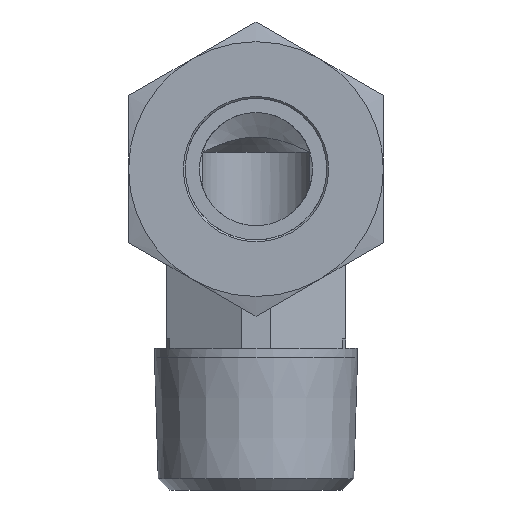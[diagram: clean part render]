
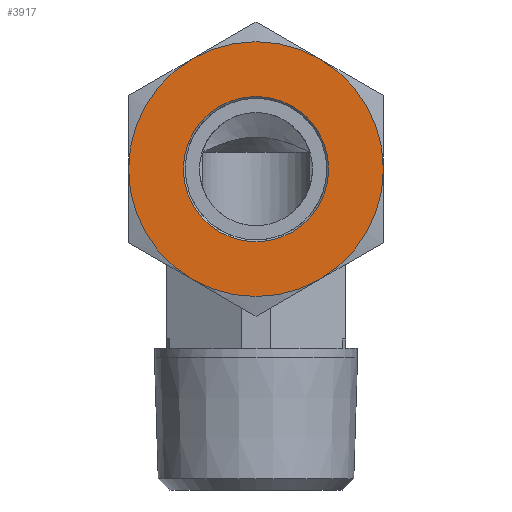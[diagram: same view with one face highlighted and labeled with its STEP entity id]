
A CAD part, front view. The second image highlights one B-rep face of the part: STEP entity #3917.
In plain terms, the highlighted face is planar.
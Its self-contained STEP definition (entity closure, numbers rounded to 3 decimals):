
#3821=CARTESIAN_POINT('',(7.7,0.,17.0));
#3822=VERTEX_POINT('',#3821);
#3823=CARTESIAN_POINT('',(0.0,0.0,17.0));
#3824=DIRECTION('',(0.0,0.0,1.0));
#3825=DIRECTION('',(-1.0,0.0,0.0));
#3826=AXIS2_PLACEMENT_3D('',#3823,#3824,#3825);
#3827=CIRCLE('',#3826,7.7);
#3828=EDGE_CURVE('',#3822,#3822,#3827,.T.);
#3853=CARTESIAN_POINT('',(0.,0.0,17.0));
#3854=DIRECTION('',(0.0,0.0,1.0));
#3855=DIRECTION('',(1.0,0.0,0.0));
#3856=AXIS2_PLACEMENT_3D('',#3853,#3854,#3855);
#3857=PLANE('',#3856);
#3858=CARTESIAN_POINT('',(-6.75,-11.691,17.0));
#3859=VERTEX_POINT('',#3858);
#3860=CARTESIAN_POINT('',(6.75,-11.691,17.0));
#3861=VERTEX_POINT('',#3860);
#3862=CARTESIAN_POINT('',(0.0,0.0,17.0));
#3863=DIRECTION('',(0.0,0.0,1.0));
#3864=DIRECTION('',(-0.5,-0.866,0.0));
#3865=AXIS2_PLACEMENT_3D('',#3862,#3863,#3864);
#3866=CIRCLE('',#3865,13.5);
#3867=EDGE_CURVE('',#3859,#3861,#3866,.T.);
#3868=ORIENTED_EDGE('',*,*,#3867,.T.);
#3869=CARTESIAN_POINT('',(13.5,0.,17.0));
#3870=VERTEX_POINT('',#3869);
#3871=CARTESIAN_POINT('',(0.0,0.0,17.0));
#3872=DIRECTION('',(0.0,0.0,1.0));
#3873=DIRECTION('',(-0.5,-0.866,0.0));
#3874=AXIS2_PLACEMENT_3D('',#3871,#3872,#3873);
#3875=CIRCLE('',#3874,13.5);
#3876=EDGE_CURVE('',#3861,#3870,#3875,.T.);
#3877=ORIENTED_EDGE('',*,*,#3876,.T.);
#3878=CARTESIAN_POINT('',(6.75,11.691,17.0));
#3879=VERTEX_POINT('',#3878);
#3880=CARTESIAN_POINT('',(0.0,0.0,17.0));
#3881=DIRECTION('',(0.0,0.0,1.0));
#3882=DIRECTION('',(-0.5,-0.866,0.0));
#3883=AXIS2_PLACEMENT_3D('',#3880,#3881,#3882);
#3884=CIRCLE('',#3883,13.5);
#3885=EDGE_CURVE('',#3870,#3879,#3884,.T.);
#3886=ORIENTED_EDGE('',*,*,#3885,.T.);
#3887=CARTESIAN_POINT('',(-6.75,11.691,17.0));
#3888=VERTEX_POINT('',#3887);
#3889=CARTESIAN_POINT('',(0.0,0.0,17.0));
#3890=DIRECTION('',(0.0,0.0,1.0));
#3891=DIRECTION('',(-0.5,-0.866,0.0));
#3892=AXIS2_PLACEMENT_3D('',#3889,#3890,#3891);
#3893=CIRCLE('',#3892,13.5);
#3894=EDGE_CURVE('',#3879,#3888,#3893,.T.);
#3895=ORIENTED_EDGE('',*,*,#3894,.T.);
#3896=CARTESIAN_POINT('',(-13.5,0.0,17.0));
#3897=VERTEX_POINT('',#3896);
#3898=CARTESIAN_POINT('',(0.0,0.0,17.0));
#3899=DIRECTION('',(0.0,0.0,1.0));
#3900=DIRECTION('',(-0.5,-0.866,0.0));
#3901=AXIS2_PLACEMENT_3D('',#3898,#3899,#3900);
#3902=CIRCLE('',#3901,13.5);
#3903=EDGE_CURVE('',#3888,#3897,#3902,.T.);
#3904=ORIENTED_EDGE('',*,*,#3903,.T.);
#3905=CARTESIAN_POINT('',(0.0,0.0,17.0));
#3906=DIRECTION('',(0.0,0.0,1.0));
#3907=DIRECTION('',(-0.5,-0.866,0.0));
#3908=AXIS2_PLACEMENT_3D('',#3905,#3906,#3907);
#3909=CIRCLE('',#3908,13.5);
#3910=EDGE_CURVE('',#3897,#3859,#3909,.T.);
#3911=ORIENTED_EDGE('',*,*,#3910,.T.);
#3912=EDGE_LOOP('',(#3868,#3877,#3886,#3895,#3904,#3911));
#3913=FACE_OUTER_BOUND('',#3912,.T.);
#3914=ORIENTED_EDGE('',*,*,#3828,.F.);
#3915=EDGE_LOOP('',(#3914));
#3916=FACE_BOUND('',#3915,.T.);
#3917=ADVANCED_FACE('',(#3913,#3916),#3857,.T.);
